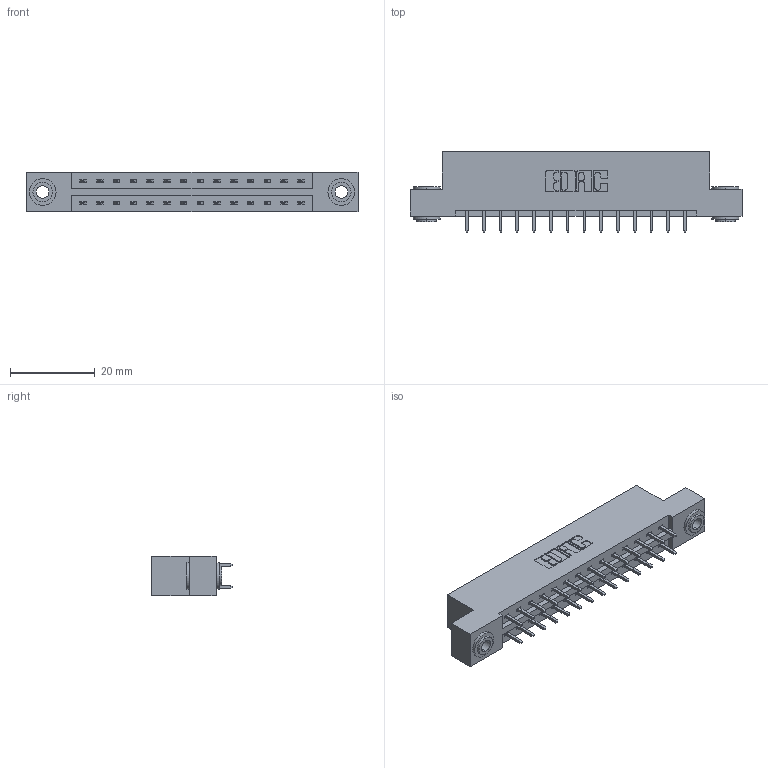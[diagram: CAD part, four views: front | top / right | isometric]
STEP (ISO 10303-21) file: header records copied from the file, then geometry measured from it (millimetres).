
FILE_DESCRIPTION (( 'STEP AP203' ), '1' );
FILE_NAME ('337-028-521-203.STEP', '2018-08-06T09:26:11', ( '' ), ( '' ), 'SwSTEP 2.0', 'SolidWorks 2016', '' );
FILE_SCHEMA (( 'CONFIG_CONTROL_DESIGN' ));
Length unit declared in the file: inch
Products named in the file (4): 345-292-001_345-293-121; 345-250-002_345-250-002-102; 337-028-521-203; 337 Part_Flush Mounting Lugs - 0.156 Dia-TH
Assembly tree (31 placements, depth 2):
  337-028-521-203
    337 Part_Flush Mounting Lugs - 0.156 Dia-TH
    345-292-001_345-293-121  x28
    345-250-002_345-250-002-102  x2
Bounding box: 78.49 x 19.06 x 9.4 mm (x, y, z)
Volume: 7906.7 mm3; surface area: 8808 mm2
Topology: 31 solids, 31 shells, 1664 faces, 4895 edges, 3222 vertices
Faces by surface type: plane 1144, cylinder 512, cone 8
Entity records: 15144 total; most frequent: CARTESIAN_POINT 2549, ORIENTED_EDGE 2478, DIRECTION 2253, EDGE_CURVE 1239, VECTOR 1087, LINE 1087, VERTEX_POINT 822, AXIS2_PLACEMENT_3D 583
